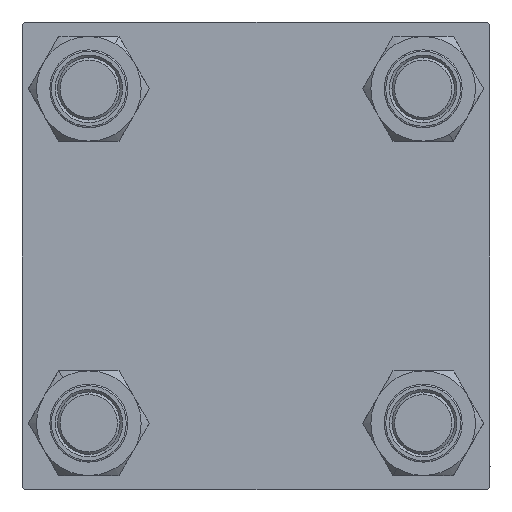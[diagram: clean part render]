
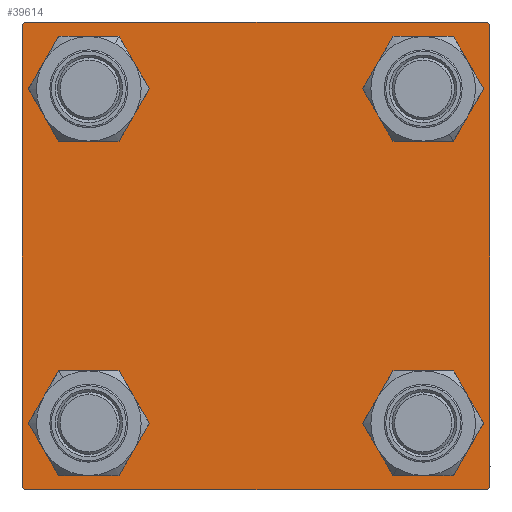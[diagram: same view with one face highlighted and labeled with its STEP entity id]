
A CAD part, left-side view. The second image highlights one B-rep face of the part: STEP entity #39614.
In plain terms, the highlighted planar face has unit normal (-1, 0, 0).
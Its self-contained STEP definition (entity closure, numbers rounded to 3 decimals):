
#854 = ORIENTED_EDGE ( 'NONE', *, *, #48283, .T. ) ;
#1183 = CARTESIAN_POINT ( 'NONE',  ( 0., 32.15, 32.15 ) ) ;
#1592 = LINE ( 'NONE', #32327, #15016 ) ;
#3384 = AXIS2_PLACEMENT_3D ( 'NONE', #38046, #49243, #33749 ) ;
#3428 = ORIENTED_EDGE ( 'NONE', *, *, #17661, .T. ) ;
#5170 = CARTESIAN_POINT ( 'NONE',  ( 0., -45., 44.5 ) ) ;
#5618 = CIRCLE ( 'NONE', #25899, 6.5 ) ;
#5716 = EDGE_CURVE ( 'NONE', #22385, #10900, #34126, .T. ) ;
#5782 = EDGE_CURVE ( 'NONE', #35719, #7728, #10075, .T. ) ;
#5805 = CIRCLE ( 'NONE', #3384, 6.5 ) ;
#6321 = CARTESIAN_POINT ( 'NONE',  ( 0., 32.15, -25.65 ) ) ;
#6526 = CARTESIAN_POINT ( 'NONE',  ( 0., 32.15, -32.15 ) ) ;
#7573 = EDGE_LOOP ( 'NONE', ( #20717, #31033 ) ) ;
#7728 = VERTEX_POINT ( 'NONE', #22708 ) ;
#7900 = EDGE_LOOP ( 'NONE', ( #3428, #38019 ) ) ;
#8328 = FACE_OUTER_BOUND ( 'NONE', #28164, .T. ) ;
#8577 = FACE_BOUND ( 'NONE', #7573, .T. ) ;
#8792 = EDGE_CURVE ( 'NONE', #33588, #32853, #5805, .T. ) ;
#9046 = EDGE_CURVE ( 'NONE', #18462, #29784, #17908, .T. ) ;
#9796 = CARTESIAN_POINT ( 'NONE',  ( 0., -32.15, -32.15 ) ) ;
#10075 = LINE ( 'NONE', #21515, #25199 ) ;
#10282 = CIRCLE ( 'NONE', #27337, 6.5 ) ;
#10290 = CARTESIAN_POINT ( 'NONE',  ( 0., 45., -45. ) ) ;
#10900 = VERTEX_POINT ( 'NONE', #36071 ) ;
#11044 = DIRECTION ( 'NONE',  ( 0., 0.707, 0.707 ) ) ;
#11220 = CARTESIAN_POINT ( 'NONE',  ( 0., 44.5, -45. ) ) ;
#11364 = EDGE_CURVE ( 'NONE', #43698, #48843, #40682, .T. ) ;
#11634 = VERTEX_POINT ( 'NONE', #43468 ) ;
#12107 = DIRECTION ( 'NONE',  ( 0., 0., 1. ) ) ;
#12632 = FACE_BOUND ( 'NONE', #45028, .T. ) ;
#12872 = VECTOR ( 'NONE', #31420, 1000. ) ;
#13001 = DIRECTION ( 'NONE',  ( 0., 0., 1. ) ) ;
#13350 = DIRECTION ( 'NONE',  ( 0., -0.707, 0.707 ) ) ;
#13366 = PLANE ( 'NONE',  #19962 ) ;
#13810 = LINE ( 'NONE', #21702, #21103 ) ;
#15016 = VECTOR ( 'NONE', #16821, 1000. ) ;
#15183 = EDGE_CURVE ( 'NONE', #21155, #11634, #45858, .T. ) ;
#15914 = DIRECTION ( 'NONE',  ( 1., 0., 0. ) ) ;
#15917 = LINE ( 'NONE', #46909, #12872 ) ;
#16821 = DIRECTION ( 'NONE',  ( 0., -1., 0. ) ) ;
#17212 = VECTOR ( 'NONE', #48925, 1000. ) ;
#17661 = EDGE_CURVE ( 'NONE', #48843, #43698, #5618, .T. ) ;
#17825 = ORIENTED_EDGE ( 'NONE', *, *, #40078, .T. ) ;
#17908 = CIRCLE ( 'NONE', #24516, 6.5 ) ;
#18462 = VERTEX_POINT ( 'NONE', #26380 ) ;
#19194 = AXIS2_PLACEMENT_3D ( 'NONE', #35627, #39948, #13001 ) ;
#19912 = EDGE_CURVE ( 'NONE', #27924, #35719, #13810, .T. ) ;
#19962 = AXIS2_PLACEMENT_3D ( 'NONE', #24064, #39561, #23815 ) ;
#20117 = CARTESIAN_POINT ( 'NONE',  ( 0., -44.5, -45. ) ) ;
#20186 = CARTESIAN_POINT ( 'NONE',  ( 0., -32.15, 32.15 ) ) ;
#20209 = CARTESIAN_POINT ( 'NONE',  ( 0., -32.15, -32.15 ) ) ;
#20248 = FACE_BOUND ( 'NONE', #42193, .T. ) ;
#20717 = ORIENTED_EDGE ( 'NONE', *, *, #39753, .T. ) ;
#20723 = DIRECTION ( 'NONE',  ( 1., 0., 0. ) ) ;
#21103 = VECTOR ( 'NONE', #32893, 1000. ) ;
#21155 = VERTEX_POINT ( 'NONE', #5170 ) ;
#21218 = DIRECTION ( 'NONE',  ( 1., 0., 0. ) ) ;
#21515 = CARTESIAN_POINT ( 'NONE',  ( 0., 45., 45. ) ) ;
#21702 = CARTESIAN_POINT ( 'NONE',  ( 0., 44.75, 44.75 ) ) ;
#21765 = VECTOR ( 'NONE', #49226, 1000. ) ;
#21809 = CARTESIAN_POINT ( 'NONE',  ( 0., 32.15, 38.65 ) ) ;
#22385 = VERTEX_POINT ( 'NONE', #6321 ) ;
#22708 = CARTESIAN_POINT ( 'NONE',  ( 0., 45., -44.5 ) ) ;
#23815 = DIRECTION ( 'NONE',  ( 0., 0., 1. ) ) ;
#24064 = CARTESIAN_POINT ( 'NONE',  ( 0., 0., 0. ) ) ;
#24253 = DIRECTION ( 'NONE',  ( 0., 0., 1. ) ) ;
#24475 = AXIS2_PLACEMENT_3D ( 'NONE', #1183, #20723, #37410 ) ;
#24478 = AXIS2_PLACEMENT_3D ( 'NONE', #20209, #21218, #43581 ) ;
#24516 = AXIS2_PLACEMENT_3D ( 'NONE', #9796, #28379, #48179 ) ;
#24629 = EDGE_CURVE ( 'NONE', #29784, #18462, #45587, .T. ) ;
#25076 = DIRECTION ( 'NONE',  ( 1., 0., 0. ) ) ;
#25199 = VECTOR ( 'NONE', #25581, 1000. ) ;
#25581 = DIRECTION ( 'NONE',  ( 0., 0., -1. ) ) ;
#25703 = EDGE_CURVE ( 'NONE', #34038, #45214, #40791, .T. ) ;
#25899 = AXIS2_PLACEMENT_3D ( 'NONE', #30919, #15914, #12107 ) ;
#26351 = EDGE_CURVE ( 'NONE', #45214, #37412, #32927, .T. ) ;
#26380 = CARTESIAN_POINT ( 'NONE',  ( 0., -32.15, -25.65 ) ) ;
#27206 = CARTESIAN_POINT ( 'NONE',  ( 0., -32.15, -38.65 ) ) ;
#27337 = AXIS2_PLACEMENT_3D ( 'NONE', #20186, #35949, #24253 ) ;
#27924 = VERTEX_POINT ( 'NONE', #34309 ) ;
#28164 = EDGE_LOOP ( 'NONE', ( #32847, #854, #45898, #28601, #48219, #42205, #28338, #42581 ) ) ;
#28338 = ORIENTED_EDGE ( 'NONE', *, *, #37521, .F. ) ;
#28379 = DIRECTION ( 'NONE',  ( 1., 0., 0. ) ) ;
#28601 = ORIENTED_EDGE ( 'NONE', *, *, #26351, .T. ) ;
#29496 = CARTESIAN_POINT ( 'NONE',  ( 0., -32.15, 38.65 ) ) ;
#29784 = VERTEX_POINT ( 'NONE', #27206 ) ;
#30919 = CARTESIAN_POINT ( 'NONE',  ( 0., 32.15, 32.15 ) ) ;
#31033 = ORIENTED_EDGE ( 'NONE', *, *, #8792, .T. ) ;
#31420 = DIRECTION ( 'NONE',  ( 0., -0.707, -0.707 ) ) ;
#31604 = CARTESIAN_POINT ( 'NONE',  ( 0., -45., 45. ) ) ;
#32327 = CARTESIAN_POINT ( 'NONE',  ( 0., 45., 45. ) ) ;
#32847 = ORIENTED_EDGE ( 'NONE', *, *, #5782, .T. ) ;
#32853 = VERTEX_POINT ( 'NONE', #29496 ) ;
#32893 = DIRECTION ( 'NONE',  ( 0., 0.707, -0.707 ) ) ;
#32927 = LINE ( 'NONE', #48177, #33516 ) ;
#33516 = VECTOR ( 'NONE', #13350, 1000. ) ;
#33588 = VERTEX_POINT ( 'NONE', #48729 ) ;
#33737 = LINE ( 'NONE', #31604, #21765 ) ;
#33749 = DIRECTION ( 'NONE',  ( 0., 0., 1. ) ) ;
#34038 = VERTEX_POINT ( 'NONE', #11220 ) ;
#34126 = CIRCLE ( 'NONE', #48747, 6.5 ) ;
#34299 = VECTOR ( 'NONE', #11044, 1000. ) ;
#34309 = CARTESIAN_POINT ( 'NONE',  ( 0., 44.5, 45. ) ) ;
#35131 = CARTESIAN_POINT ( 'NONE',  ( 0., -45., -44.5 ) ) ;
#35627 = CARTESIAN_POINT ( 'NONE',  ( 0., 32.15, -32.15 ) ) ;
#35719 = VERTEX_POINT ( 'NONE', #48943 ) ;
#35949 = DIRECTION ( 'NONE',  ( 1., 0., 0. ) ) ;
#36071 = CARTESIAN_POINT ( 'NONE',  ( 0., 32.15, -38.65 ) ) ;
#37014 = DIRECTION ( 'NONE',  ( 0., 0., 1. ) ) ;
#37031 = ORIENTED_EDGE ( 'NONE', *, *, #5716, .T. ) ;
#37410 = DIRECTION ( 'NONE',  ( 0., 0., 1. ) ) ;
#37412 = VERTEX_POINT ( 'NONE', #35131 ) ;
#37521 = EDGE_CURVE ( 'NONE', #27924, #11634, #1592, .T. ) ;
#38019 = ORIENTED_EDGE ( 'NONE', *, *, #11364, .T. ) ;
#38046 = CARTESIAN_POINT ( 'NONE',  ( 0., -32.15, 32.15 ) ) ;
#39561 = DIRECTION ( 'NONE',  ( -1., 0., 0. ) ) ;
#39614 = ADVANCED_FACE ( 'NONE', ( #8577, #12632, #20248, #48192, #8328 ), #13366, .T. ) ;
#39726 = CARTESIAN_POINT ( 'NONE',  ( 0., 32.15, 25.65 ) ) ;
#39753 = EDGE_CURVE ( 'NONE', #32853, #33588, #10282, .T. ) ;
#39948 = DIRECTION ( 'NONE',  ( 1., 0., 0. ) ) ;
#40078 = EDGE_CURVE ( 'NONE', #10900, #22385, #49235, .T. ) ;
#40682 = CIRCLE ( 'NONE', #24475, 6.5 ) ;
#40791 = LINE ( 'NONE', #10290, #17212 ) ;
#41280 = ORIENTED_EDGE ( 'NONE', *, *, #9046, .T. ) ;
#41524 = ORIENTED_EDGE ( 'NONE', *, *, #24629, .T. ) ;
#42193 = EDGE_LOOP ( 'NONE', ( #37031, #17825 ) ) ;
#42205 = ORIENTED_EDGE ( 'NONE', *, *, #15183, .T. ) ;
#42581 = ORIENTED_EDGE ( 'NONE', *, *, #19912, .T. ) ;
#43468 = CARTESIAN_POINT ( 'NONE',  ( 0., -44.5, 45. ) ) ;
#43581 = DIRECTION ( 'NONE',  ( 0., 0., 1. ) ) ;
#43698 = VERTEX_POINT ( 'NONE', #39726 ) ;
#45028 = EDGE_LOOP ( 'NONE', ( #41280, #41524 ) ) ;
#45214 = VERTEX_POINT ( 'NONE', #20117 ) ;
#45587 = CIRCLE ( 'NONE', #24478, 6.5 ) ;
#45858 = LINE ( 'NONE', #46352, #34299 ) ;
#45898 = ORIENTED_EDGE ( 'NONE', *, *, #25703, .T. ) ;
#46352 = CARTESIAN_POINT ( 'NONE',  ( 0., -44.75, 44.75 ) ) ;
#46909 = CARTESIAN_POINT ( 'NONE',  ( 0., 44.75, -44.75 ) ) ;
#47306 = EDGE_CURVE ( 'NONE', #21155, #37412, #33737, .T. ) ;
#48177 = CARTESIAN_POINT ( 'NONE',  ( 0., -44.75, -44.75 ) ) ;
#48179 = DIRECTION ( 'NONE',  ( 0., 0., 1. ) ) ;
#48192 = FACE_BOUND ( 'NONE', #7900, .T. ) ;
#48219 = ORIENTED_EDGE ( 'NONE', *, *, #47306, .F. ) ;
#48283 = EDGE_CURVE ( 'NONE', #7728, #34038, #15917, .T. ) ;
#48729 = CARTESIAN_POINT ( 'NONE',  ( 0., -32.15, 25.65 ) ) ;
#48747 = AXIS2_PLACEMENT_3D ( 'NONE', #6526, #25076, #37014 ) ;
#48843 = VERTEX_POINT ( 'NONE', #21809 ) ;
#48925 = DIRECTION ( 'NONE',  ( 0., -1., 0. ) ) ;
#48943 = CARTESIAN_POINT ( 'NONE',  ( 0., 45., 44.5 ) ) ;
#49226 = DIRECTION ( 'NONE',  ( 0., 0., -1. ) ) ;
#49235 = CIRCLE ( 'NONE', #19194, 6.5 ) ;
#49243 = DIRECTION ( 'NONE',  ( 1., 0., 0. ) ) ;
